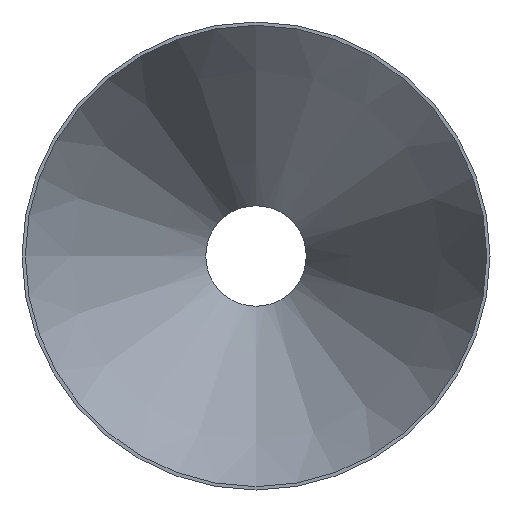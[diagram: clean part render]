
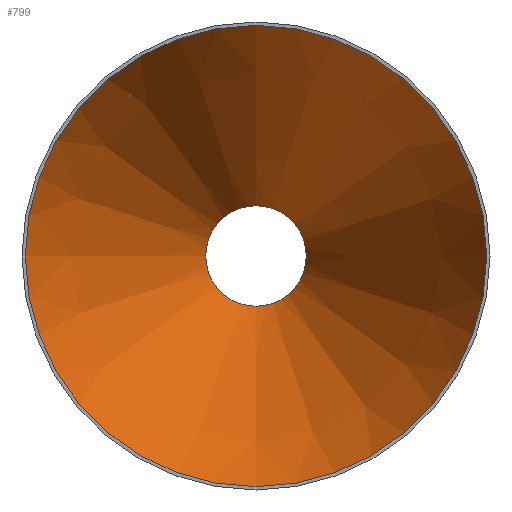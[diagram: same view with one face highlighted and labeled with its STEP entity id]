
A CAD part, front view. The second image highlights one B-rep face of the part: STEP entity #799.
In plain terms, the highlighted conical face has half-angle 24.821 degrees and reference radius 300.393 mm.
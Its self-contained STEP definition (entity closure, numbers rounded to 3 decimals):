
#799 = ADVANCED_FACE ( 'NONE', ( #2975, #44846 ), #36259, .F. ) ;
#1652 = EDGE_LOOP ( 'NONE', ( #10318 ) ) ;
#2721 = CARTESIAN_POINT ( 'NONE',  ( 0., 0., 0. ) ) ;
#2975 = FACE_BOUND ( 'NONE', #1652, .T. ) ;
#3120 = ORIENTED_EDGE ( 'NONE', *, *, #24541, .T. ) ;
#10256 = VERTEX_POINT ( 'NONE', #36374 ) ;
#10318 = ORIENTED_EDGE ( 'NONE', *, *, #13655, .F. ) ;
#10474 = DIRECTION ( 'NONE',  ( 0., 0., -1. ) ) ;
#11413 = CIRCLE ( 'NONE', #27175, 300.393 ) ;
#13655 = EDGE_CURVE ( 'NONE', #21592, #21592, #39785, .T. ) ;
#17994 = DIRECTION ( 'NONE',  ( 0., -1., 0. ) ) ;
#19919 = CARTESIAN_POINT ( 'NONE',  ( 0., 0., 0. ) ) ;
#21321 = AXIS2_PLACEMENT_3D ( 'NONE', #2721, #17994, #32546 ) ;
#21592 = VERTEX_POINT ( 'NONE', #47976 ) ;
#23136 = DIRECTION ( 'NONE',  ( 0., 0., -1. ) ) ;
#24541 = EDGE_CURVE ( 'NONE', #10256, #10256, #11413, .T. ) ;
#27175 = AXIS2_PLACEMENT_3D ( 'NONE', #19919, #41882, #23136 ) ;
#32546 = DIRECTION ( 'NONE',  ( 0., 0., -1. ) ) ;
#34234 = AXIS2_PLACEMENT_3D ( 'NONE', #44007, #39569, #10474 ) ;
#36178 = EDGE_LOOP ( 'NONE', ( #3120 ) ) ;
#36259 = CONICAL_SURFACE ( 'NONE', #21321, 300.393, 0.433 ) ;
#36374 = CARTESIAN_POINT ( 'NONE',  ( 0., 0., -300.393 ) ) ;
#39569 = DIRECTION ( 'NONE',  ( 0., -1., 0. ) ) ;
#39785 = CIRCLE ( 'NONE', #34234, 65.443 ) ;
#41882 = DIRECTION ( 'NONE',  ( 0., -1., 0. ) ) ;
#44007 = CARTESIAN_POINT ( 'NONE',  ( 0., 508., 0. ) ) ;
#44846 = FACE_OUTER_BOUND ( 'NONE', #36178, .T. ) ;
#47976 = CARTESIAN_POINT ( 'NONE',  ( 0., 508., -65.443 ) ) ;
